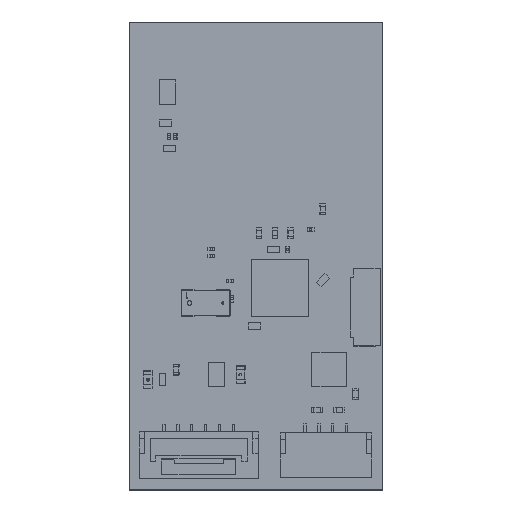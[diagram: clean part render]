
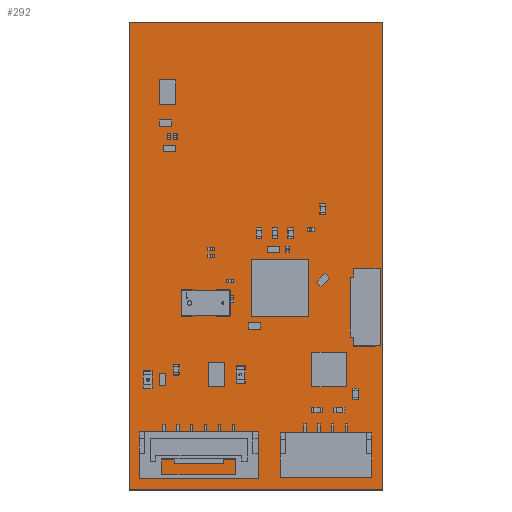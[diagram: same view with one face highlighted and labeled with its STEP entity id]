
A CAD part, top view. The second image highlights one B-rep face of the part: STEP entity #292.
In plain terms, the highlighted planar face has unit normal (0, 0, 1).
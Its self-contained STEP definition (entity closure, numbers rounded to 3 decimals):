
#163 = VERTEX_POINT('',#164);
#164 = CARTESIAN_POINT('',(38.25,132.925,0.));
#170 = EDGE_CURVE('',#163,#171,#173,.T.);
#171 = VERTEX_POINT('',#172);
#172 = CARTESIAN_POINT('',(61.075,132.925,0.));
#173 = LINE('',#174,#175);
#174 = CARTESIAN_POINT('',(38.25,132.925,0.));
#175 = VECTOR('',#176,1.);
#176 = DIRECTION('',(1.,0.,0.));
#201 = EDGE_CURVE('',#171,#202,#204,.T.);
#202 = VERTEX_POINT('',#203);
#203 = CARTESIAN_POINT('',(61.075,175.1,0.));
#204 = LINE('',#205,#206);
#205 = CARTESIAN_POINT('',(61.075,132.925,0.));
#206 = VECTOR('',#207,1.);
#207 = DIRECTION('',(0.,1.,0.));
#232 = EDGE_CURVE('',#202,#233,#235,.T.);
#233 = VERTEX_POINT('',#234);
#234 = CARTESIAN_POINT('',(38.25,175.1,0.));
#235 = LINE('',#236,#237);
#236 = CARTESIAN_POINT('',(61.075,175.1,0.));
#237 = VECTOR('',#238,1.);
#238 = DIRECTION('',(-1.,0.,0.));
#263 = EDGE_CURVE('',#233,#163,#264,.T.);
#264 = LINE('',#265,#266);
#265 = CARTESIAN_POINT('',(38.25,175.1,0.));
#266 = VECTOR('',#267,1.);
#267 = DIRECTION('',(0.,-1.,0.));
#292 = ADVANCED_FACE('',(#293),#299,.F.);
#293 = FACE_BOUND('',#294,.T.);
#294 = EDGE_LOOP('',(#295,#296,#297,#298));
#295 = ORIENTED_EDGE('',*,*,#170,.T.);
#296 = ORIENTED_EDGE('',*,*,#201,.T.);
#297 = ORIENTED_EDGE('',*,*,#232,.T.);
#298 = ORIENTED_EDGE('',*,*,#263,.T.);
#299 = PLANE('',#300);
#300 = AXIS2_PLACEMENT_3D('',#301,#302,#303);
#301 = CARTESIAN_POINT('',(38.25,132.925,0.));
#302 = DIRECTION('',(0.,0.,-1.));
#303 = DIRECTION('',(-1.,0.,0.));
